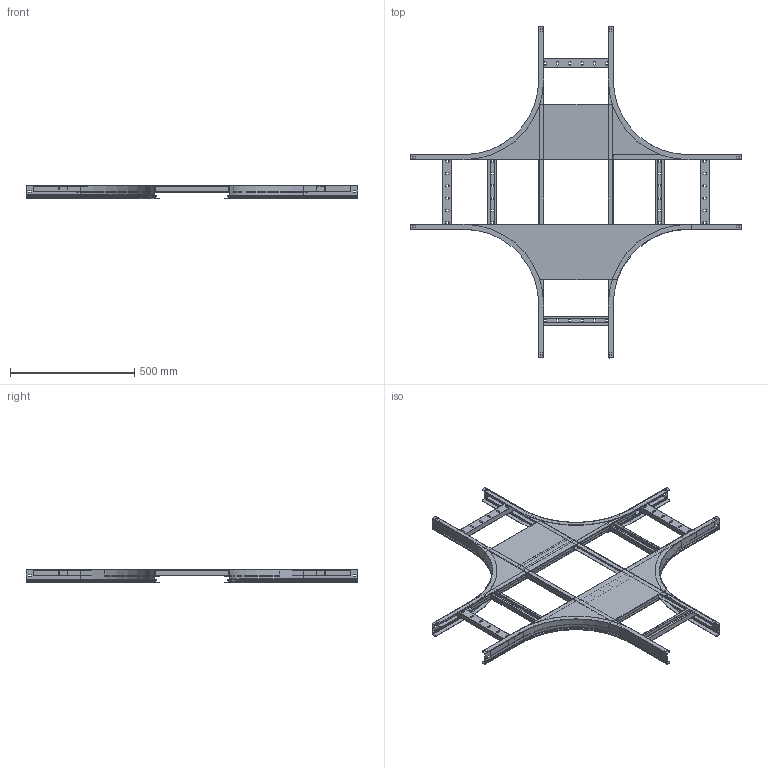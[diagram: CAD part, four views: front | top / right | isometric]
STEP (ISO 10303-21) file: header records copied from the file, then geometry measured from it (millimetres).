
FILE_DESCRIPTION (( 'STEP AP214' ), '1' );
FILE_NAME ('CKR04-4-55x300.STEP', '2021-03-10T05:30:27', ( '' ), ( '' ), 'SwSTEP 2.0', 'SolidWorks 2017', '' );
FILE_SCHEMA (( 'AUTOMOTIVE_DESIGN' ));
Length unit declared in the file: millimetre
Products named in the file (8): ÊÈÂÀ 195.01.04 Ï-ïðîôèëü-00_-01(1274); ÊÈÂÀ 195.01.05 Ï-ïðîôèëü-00_668.2; ÊÈÂÀ 195.01.02 Ïëàñòèíà ñîåäèíèòåëüíàÿ-00_-01 (300); 岓臍 195.01.20 捘 冓憵-00_-01 (300); CKR04-4-55x300; ÊÈÂÀ 195.01.01 Ëîíæåðîí áàçîâûé-00_-00; 岓臍 195.01.10 捘 冓憵-00_-01 (1274); ÊÈÂÀ 195.01.03_Ïëàíêà ïîïåðå÷íàÿ-00_-01
Assembly tree (21 placements, depth 3):
  CKR04-4-55x300
    岓臍 195.01.10 捘 冓憵-00_-01 (1274)
      ÊÈÂÀ 195.01.04 Ï-ïðîôèëü-00_-01(1274)  x2
      ÊÈÂÀ 195.01.03_Ïëàíêà ïîïåðå÷íàÿ-00_-01  x4
    岓臍 195.01.20 捘 冓憵-00_-01 (300)  x2
      ÊÈÂÀ 195.01.05 Ï-ïðîôèëü-00_668.2
      ÊÈÂÀ 195.01.03_Ïëàíêà ïîïåðå÷íàÿ-00_-01
    ÊÈÂÀ 195.01.02 Ïëàñòèíà ñîåäèíèòåëüíàÿ-00_-01 (300)  x4
    ÊÈÂÀ 195.01.01 Ëîíæåðîí áàçîâûé-00_-00  x4
Bounding box: 1334 x 1334 x 56.2 mm (x, y, z)
Volume: 1617475.2 mm3; surface area: 2738439.7 mm2
Topology: 22 solids, 22 shells, 1332 faces, 3448 edges, 2160 vertices
Faces by surface type: plane 980, cylinder 312, torus 24, cone 16
Entity records: 9020 total; most frequent: DIRECTION 1542, CARTESIAN_POINT 1504, ORIENTED_EDGE 1468, EDGE_CURVE 734, LINE 562, VECTOR 562, AXIS2_PLACEMENT_3D 490, VERTEX_POINT 452
